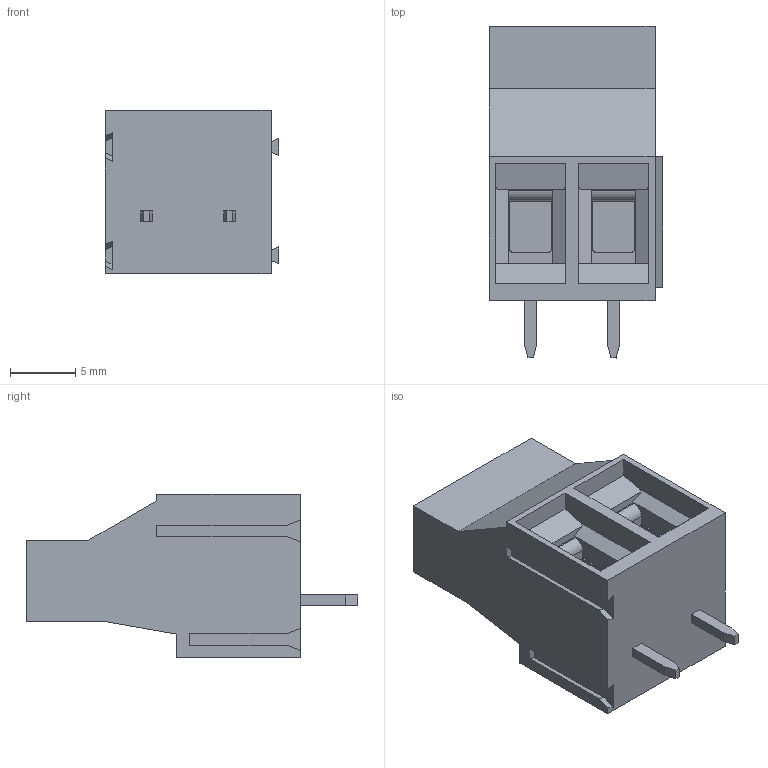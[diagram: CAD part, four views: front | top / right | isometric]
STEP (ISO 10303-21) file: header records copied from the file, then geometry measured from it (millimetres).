
FILE_DESCRIPTION(('STEP AP214'),'1');
FILE_NAME('MV462-6.35-V.stp','2018-04-12T15:51:11',(' '),(' '),'Spatial InterOp 3D',' ',' ');
FILE_SCHEMA(('automotive_design'));
Length unit declared in the file: metre
Products named in the file (1): 1
Bounding box: 13.3 x 25.4 x 12.5 mm (x, y, z)
Volume: 2010.5 mm3; surface area: 2046.1 mm2
Topology: 1 solids, 3 shells, 180 faces, 479 edges, 315 vertices
Faces by surface type: plane 164, cylinder 12, cone 4
Full cylindrical faces by diameter (mm): 2.6 x2, 4.7 x2, 5 x2
Entity records: 6812 total; most frequent: CARTESIAN_POINT 947, ORIENTED_EDGE 918, DIRECTION 853, EDGE_CURVE 459, LINE 427, VECTOR 427, VERTEX_POINT 307, AXIS2_PLACEMENT_3D 213
